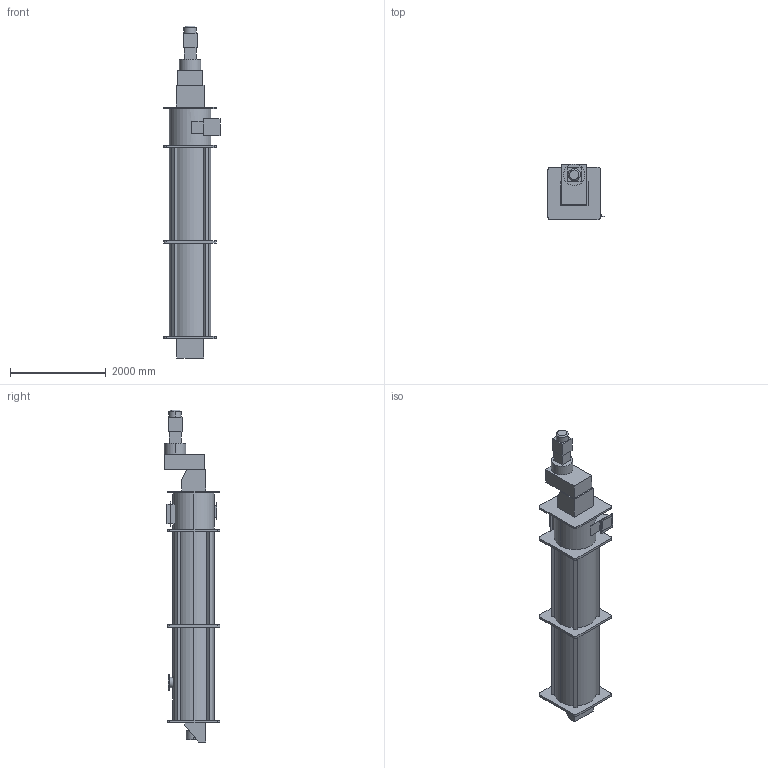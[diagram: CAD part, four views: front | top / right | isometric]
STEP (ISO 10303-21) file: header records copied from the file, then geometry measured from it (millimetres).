
FILE_DESCRIPTION (( 'STEP AP203' ), '1' );
FILE_NAME ('KRC800-4M.STEP', '2021-06-14T14:29:55', ( '' ), ( '' ), 'SwSTEP 2.0', 'SolidWorks 2017', '' );
FILE_SCHEMA (( 'CONFIG_CONTROL_DESIGN' ));
Length unit declared in the file: millimetre
Products named in the file (1): KRC800-4M
Bounding box: 1172 x 1158 x 6940 mm (x, y, z)
Volume: 3535944123.7 mm3; surface area: 26657518.7 mm2
Topology: 1 solids, 1 shells, 150 faces, 382 edges, 253 vertices
Faces by surface type: plane 111, cylinder 37, cone 2
Entity records: 4762 total; most frequent: CARTESIAN_POINT 976, ORIENTED_EDGE 764, DIRECTION 759, EDGE_CURVE 382, LINE 299, VECTOR 299, VERTEX_POINT 253, AXIS2_PLACEMENT_3D 230
